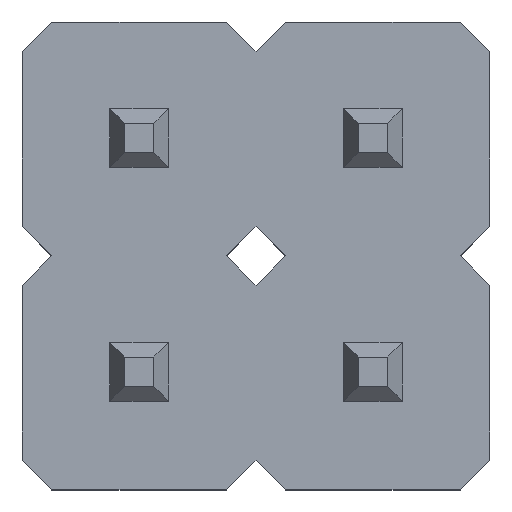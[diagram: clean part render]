
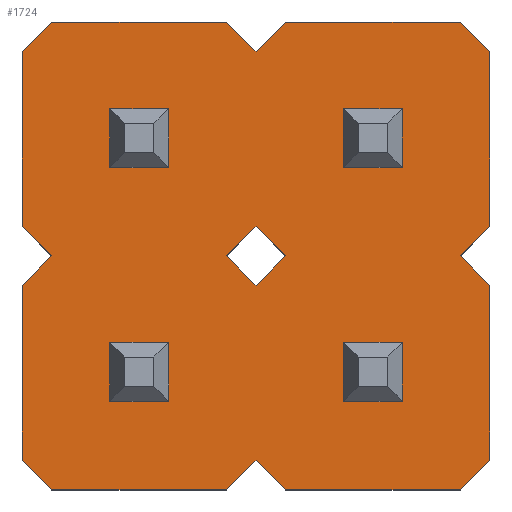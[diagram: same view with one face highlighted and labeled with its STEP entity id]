
A CAD part, top view. The second image highlights one B-rep face of the part: STEP entity #1724.
In plain terms, the highlighted planar face has unit normal (0, 0, 1).
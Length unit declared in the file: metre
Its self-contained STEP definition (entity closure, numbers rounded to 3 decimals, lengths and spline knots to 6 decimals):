
#284=ORIENTED_EDGE('',*,*,#628,.T.);
#285=ORIENTED_EDGE('',*,*,#629,.T.);
#286=ORIENTED_EDGE('',*,*,#630,.T.);
#287=ORIENTED_EDGE('',*,*,#631,.T.);
#288=ORIENTED_EDGE('',*,*,#622,.T.);
#289=ORIENTED_EDGE('',*,*,#632,.T.);
#290=ORIENTED_EDGE('',*,*,#624,.T.);
#291=ORIENTED_EDGE('',*,*,#633,.T.);
#292=ORIENTED_EDGE('',*,*,#634,.T.);
#293=ORIENTED_EDGE('',*,*,#635,.T.);
#294=ORIENTED_EDGE('',*,*,#636,.T.);
#295=ORIENTED_EDGE('',*,*,#637,.F.);
#296=ORIENTED_EDGE('',*,*,#638,.T.);
#297=ORIENTED_EDGE('',*,*,#639,.T.);
#298=ORIENTED_EDGE('',*,*,#640,.F.);
#299=ORIENTED_EDGE('',*,*,#641,.T.);
#300=ORIENTED_EDGE('',*,*,#642,.F.);
#301=ORIENTED_EDGE('',*,*,#643,.T.);
#302=ORIENTED_EDGE('',*,*,#644,.T.);
#303=ORIENTED_EDGE('',*,*,#645,.F.);
#304=ORIENTED_EDGE('',*,*,#646,.T.);
#305=ORIENTED_EDGE('',*,*,#647,.T.);
#306=ORIENTED_EDGE('',*,*,#648,.T.);
#307=ORIENTED_EDGE('',*,*,#649,.T.);
#622=EDGE_CURVE('',#807,#806,#998,.T.);
#624=EDGE_CURVE('',#808,#809,#1000,.T.);
#628=EDGE_CURVE('',#812,#813,#1004,.F.);
#629=EDGE_CURVE('',#813,#814,#1005,.T.);
#630=EDGE_CURVE('',#814,#815,#1006,.F.);
#631=EDGE_CURVE('',#815,#812,#1007,.T.);
#632=EDGE_CURVE('',#806,#808,#1008,.F.);
#633=EDGE_CURVE('',#809,#816,#1009,.T.);
#634=EDGE_CURVE('',#816,#817,#1010,.F.);
#635=EDGE_CURVE('',#817,#818,#1011,.T.);
#636=EDGE_CURVE('',#818,#819,#1012,.T.);
#637=EDGE_CURVE('',#820,#819,#1013,.T.);
#638=EDGE_CURVE('',#820,#821,#1014,.F.);
#639=EDGE_CURVE('',#821,#822,#1015,.T.);
#640=EDGE_CURVE('',#823,#822,#1016,.T.);
#641=EDGE_CURVE('',#823,#824,#1017,.F.);
#642=EDGE_CURVE('',#825,#824,#1018,.T.);
#643=EDGE_CURVE('',#825,#826,#1019,.T.);
#644=EDGE_CURVE('',#826,#827,#1020,.F.);
#645=EDGE_CURVE('',#828,#827,#1021,.T.);
#646=EDGE_CURVE('',#828,#829,#1022,.T.);
#647=EDGE_CURVE('',#829,#830,#1023,.T.);
#648=EDGE_CURVE('',#830,#831,#1024,.F.);
#649=EDGE_CURVE('',#831,#807,#1025,.T.);
#806=VERTEX_POINT('',#2711);
#807=VERTEX_POINT('',#2713);
#808=VERTEX_POINT('',#2717);
#809=VERTEX_POINT('',#2718);
#812=VERTEX_POINT('',#2726);
#813=VERTEX_POINT('',#2727);
#814=VERTEX_POINT('',#2729);
#815=VERTEX_POINT('',#2731);
#816=VERTEX_POINT('',#2735);
#817=VERTEX_POINT('',#2737);
#818=VERTEX_POINT('',#2739);
#819=VERTEX_POINT('',#2741);
#820=VERTEX_POINT('',#2743);
#821=VERTEX_POINT('',#2745);
#822=VERTEX_POINT('',#2747);
#823=VERTEX_POINT('',#2749);
#824=VERTEX_POINT('',#2751);
#825=VERTEX_POINT('',#2753);
#826=VERTEX_POINT('',#2755);
#827=VERTEX_POINT('',#2757);
#828=VERTEX_POINT('',#2759);
#829=VERTEX_POINT('',#2761);
#830=VERTEX_POINT('',#2763);
#831=VERTEX_POINT('',#2765);
#998=LINE('',#2712,#1230);
#1000=LINE('',#2716,#1232);
#1004=LINE('',#2725,#1236);
#1005=LINE('',#2728,#1237);
#1006=LINE('',#2730,#1238);
#1007=LINE('',#2732,#1239);
#1008=LINE('',#2733,#1240);
#1009=LINE('',#2734,#1241);
#1010=LINE('',#2736,#1242);
#1011=LINE('',#2738,#1243);
#1012=LINE('',#2740,#1244);
#1013=LINE('',#2742,#1245);
#1014=LINE('',#2744,#1246);
#1015=LINE('',#2746,#1247);
#1016=LINE('',#2748,#1248);
#1017=LINE('',#2750,#1249);
#1018=LINE('',#2752,#1250);
#1019=LINE('',#2754,#1251);
#1020=LINE('',#2756,#1252);
#1021=LINE('',#2758,#1253);
#1022=LINE('',#2760,#1254);
#1023=LINE('',#2762,#1255);
#1024=LINE('',#2764,#1256);
#1025=LINE('',#2766,#1257);
#1230=VECTOR('',#2243,1.);
#1232=VECTOR('',#2247,1.);
#1236=VECTOR('',#2253,1.);
#1237=VECTOR('',#2254,1.);
#1238=VECTOR('',#2255,1.);
#1239=VECTOR('',#2256,1.);
#1240=VECTOR('',#2257,1.);
#1241=VECTOR('',#2258,1.);
#1242=VECTOR('',#2259,1.);
#1243=VECTOR('',#2260,1.);
#1244=VECTOR('',#2261,1.);
#1245=VECTOR('',#2262,1.);
#1246=VECTOR('',#2263,1.);
#1247=VECTOR('',#2264,1.);
#1248=VECTOR('',#2265,1.);
#1249=VECTOR('',#2266,1.);
#1250=VECTOR('',#2267,1.);
#1251=VECTOR('',#2268,1.);
#1252=VECTOR('',#2269,1.);
#1253=VECTOR('',#2270,1.);
#1254=VECTOR('',#2271,1.);
#1255=VECTOR('',#2272,1.);
#1256=VECTOR('',#2273,1.);
#1257=VECTOR('',#2274,1.);
#1402=EDGE_LOOP('',(#284,#285,#286,#287));
#1403=EDGE_LOOP('',(#288,#289,#290,#291,#292,#293,#294,#295,#296,#297,#298,
#299,#300,#301,#302,#303,#304,#305,#306,#307));
#1510=FACE_BOUND('',#1402,.T.);
#1511=FACE_BOUND('',#1403,.T.);
#1618=PLANE('',#1939);
#1724=ADVANCED_FACE('',(#1510,#1511),#1618,.T.);
#1939=AXIS2_PLACEMENT_3D('',#2724,#2251,#2252);
#2243=DIRECTION('',(0.,-1.,0.));
#2247=DIRECTION('',(1.,0.,0.));
#2251=DIRECTION('',(0.,0.,1.));
#2252=DIRECTION('',(1.,0.,0.));
#2253=DIRECTION('',(0.707,-0.707,0.));
#2254=DIRECTION('',(0.707,0.707,0.));
#2255=DIRECTION('',(-0.707,0.707,0.));
#2256=DIRECTION('',(-0.707,-0.707,0.));
#2257=DIRECTION('',(-0.707,0.707,0.));
#2258=DIRECTION('',(0.707,0.707,0.));
#2259=DIRECTION('',(-0.707,0.707,0.));
#2260=DIRECTION('',(1.,0.,0.));
#2261=DIRECTION('',(0.707,0.707,0.));
#2262=DIRECTION('',(0.,-1.,0.));
#2263=DIRECTION('',(0.707,-0.707,0.));
#2264=DIRECTION('',(0.707,0.707,0.));
#2265=DIRECTION('',(0.,-1.,0.));
#2266=DIRECTION('',(0.707,-0.707,0.));
#2267=DIRECTION('',(1.,0.,0.));
#2268=DIRECTION('',(-0.707,-0.707,0.));
#2269=DIRECTION('',(0.707,-0.707,0.));
#2270=DIRECTION('',(1.,0.,0.));
#2271=DIRECTION('',(-0.707,-0.707,0.));
#2272=DIRECTION('',(0.,-1.,0.));
#2273=DIRECTION('',(-0.707,0.707,0.));
#2274=DIRECTION('',(-0.707,-0.707,0.));
#2711=CARTESIAN_POINT('',(-0.00127,-0.00095,0.0025));
#2712=CARTESIAN_POINT('',(-0.00127,0.,0.0025));
#2713=CARTESIAN_POINT('',(-0.00127,0.00095,0.0025));
#2716=CARTESIAN_POINT('',(0.,-0.00127,0.0025));
#2717=CARTESIAN_POINT('',(-0.00095,-0.00127,0.0025));
#2718=CARTESIAN_POINT('',(0.00095,-0.00127,0.0025));
#2724=CARTESIAN_POINT('',(0.,0.,0.0025));
#2725=CARTESIAN_POINT('',(0.00111,0.00111,0.0025));
#2726=CARTESIAN_POINT('',(0.00127,0.00095,0.0025));
#2727=CARTESIAN_POINT('',(0.00095,0.00127,0.0025));
#2728=CARTESIAN_POINT('',(0.00111,0.00143,0.0025));
#2729=CARTESIAN_POINT('',(0.00127,0.00159,0.0025));
#2730=CARTESIAN_POINT('',(0.00143,0.00143,0.0025));
#2731=CARTESIAN_POINT('',(0.00159,0.00127,0.0025));
#2732=CARTESIAN_POINT('',(0.00143,0.00111,0.0025));
#2733=CARTESIAN_POINT('',(-0.00111,-0.00111,0.0025));
#2734=CARTESIAN_POINT('',(0.00111,-0.00111,0.0025));
#2735=CARTESIAN_POINT('',(0.00127,-0.00095,0.0025));
#2736=CARTESIAN_POINT('',(0.00143,-0.00111,0.0025));
#2737=CARTESIAN_POINT('',(0.00159,-0.00127,0.0025));
#2738=CARTESIAN_POINT('',(0.00254,-0.00127,0.0025));
#2739=CARTESIAN_POINT('',(0.00349,-0.00127,0.0025));
#2740=CARTESIAN_POINT('',(0.00365,-0.00111,0.0025));
#2741=CARTESIAN_POINT('',(0.00381,-0.00095,0.0025));
#2742=CARTESIAN_POINT('',(0.00381,0.,0.0025));
#2743=CARTESIAN_POINT('',(0.00381,0.00095,0.0025));
#2744=CARTESIAN_POINT('',(0.00365,0.00111,0.0025));
#2745=CARTESIAN_POINT('',(0.00349,0.00127,0.0025));
#2746=CARTESIAN_POINT('',(0.00365,0.00143,0.0025));
#2747=CARTESIAN_POINT('',(0.00381,0.00159,0.0025));
#2748=CARTESIAN_POINT('',(0.00381,0.00254,0.0025));
#2749=CARTESIAN_POINT('',(0.00381,0.00349,0.0025));
#2750=CARTESIAN_POINT('',(0.00365,0.00365,0.0025));
#2751=CARTESIAN_POINT('',(0.00349,0.00381,0.0025));
#2752=CARTESIAN_POINT('',(0.00254,0.00381,0.0025));
#2753=CARTESIAN_POINT('',(0.00159,0.00381,0.0025));
#2754=CARTESIAN_POINT('',(0.00143,0.00365,0.0025));
#2755=CARTESIAN_POINT('',(0.00127,0.00349,0.0025));
#2756=CARTESIAN_POINT('',(0.00111,0.00365,0.0025));
#2757=CARTESIAN_POINT('',(0.00095,0.00381,0.0025));
#2758=CARTESIAN_POINT('',(0.,0.00381,0.0025));
#2759=CARTESIAN_POINT('',(-0.00095,0.00381,0.0025));
#2760=CARTESIAN_POINT('',(-0.00111,0.00365,0.0025));
#2761=CARTESIAN_POINT('',(-0.00127,0.00349,0.0025));
#2762=CARTESIAN_POINT('',(-0.00127,0.00254,0.0025));
#2763=CARTESIAN_POINT('',(-0.00127,0.00159,0.0025));
#2764=CARTESIAN_POINT('',(-0.00111,0.00143,0.0025));
#2765=CARTESIAN_POINT('',(-0.00095,0.00127,0.0025));
#2766=CARTESIAN_POINT('',(-0.00111,0.00111,0.0025));
